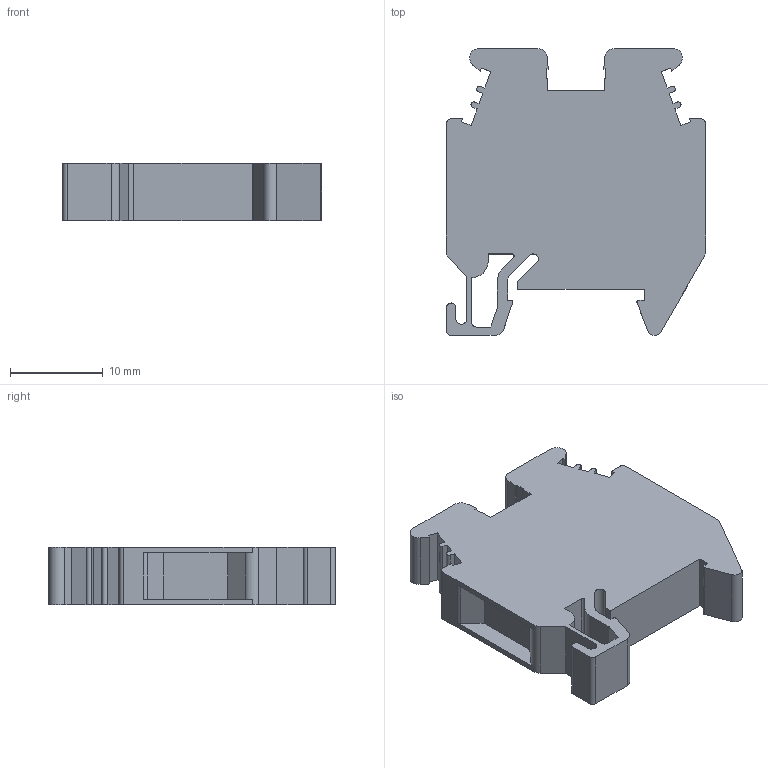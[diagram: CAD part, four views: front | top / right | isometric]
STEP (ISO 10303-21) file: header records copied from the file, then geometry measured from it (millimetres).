
FILE_DESCRIPTION((''),'2;1');
FILE_NAME('PRT0001','2022-10-14T',('Administrator'),(''),'PRO/ENGINEER BY PARAMETRIC TECHNOLOGY CORPORATION, 2013230','PRO/ENGINEER BY PARAMETRIC TECHNOLOGY CORPORATION, 2013230','');
FILE_SCHEMA(('CONFIG_CONTROL_DESIGN'));
Length unit declared in the file: millimetre
Products named in the file (1): PRT0001
Bounding box: 28 x 31 x 6.2 mm (x, y, z)
Volume: 3745.3 mm3; surface area: 2656.6 mm2
Topology: 1 solids, 1 shells, 111 faces, 321 edges, 214 vertices
Faces by surface type: plane 78, cylinder 33
Entity records: 3689 total; most frequent: CARTESIAN_POINT 654, ORIENTED_EDGE 642, DIRECTION 609, EDGE_CURVE 321, VECTOR 251, LINE 251, VERTEX_POINT 214, AXIS2_PLACEMENT_3D 179
